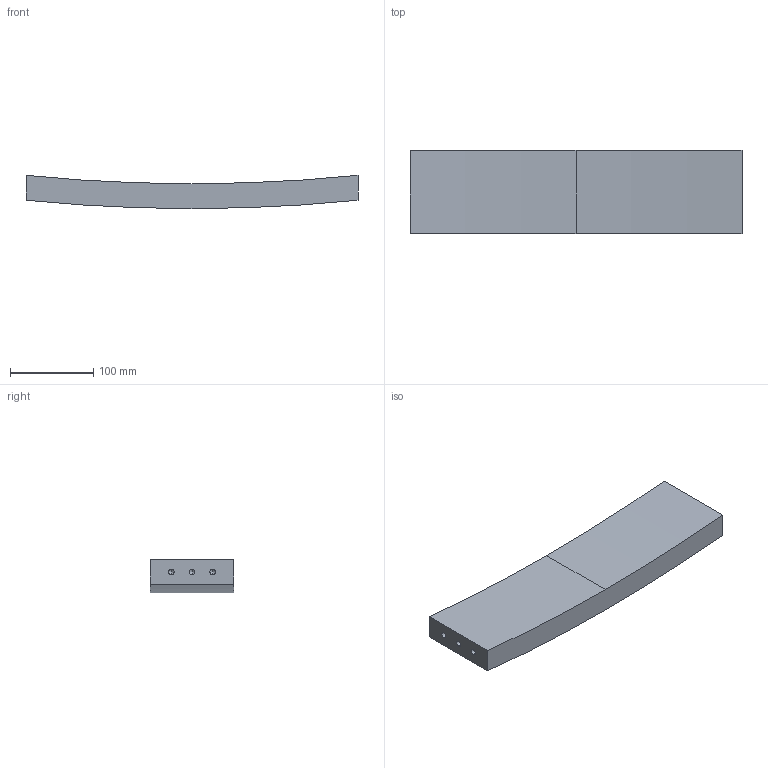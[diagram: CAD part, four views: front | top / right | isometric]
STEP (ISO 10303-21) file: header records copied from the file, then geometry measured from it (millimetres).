
FILE_DESCRIPTION (( 'STEP AP214' ), '1' );
FILE_NAME ('part2 robomar.STEP', '2024-09-13T03:02:50', ( 'hp' ), ( 'HP' ), 'SwSTEP 2.0', 'SolidWorks 2024', '' );
FILE_SCHEMA (( 'AUTOMOTIVE_DESIGN' ));
Length unit declared in the file: millimetre
Products named in the file (1): part2 robomar
Bounding box: 400 x 100 x 40 mm (x, y, z)
Volume: 1194676.5 mm3; surface area: 113213.8 mm2
Topology: 1 solids, 1 shells, 32 faces, 78 edges, 42 vertices
Faces by surface type: cylinder 16, cone 12, plane 4
Entity records: 1031 total; most frequent: DIRECTION 164, CARTESIAN_POINT 141, ORIENTED_EDGE 132, EDGE_CURVE 66, AXIS2_PLACEMENT_3D 65, VERTEX_POINT 42, EDGE_LOOP 38, VECTOR 34
